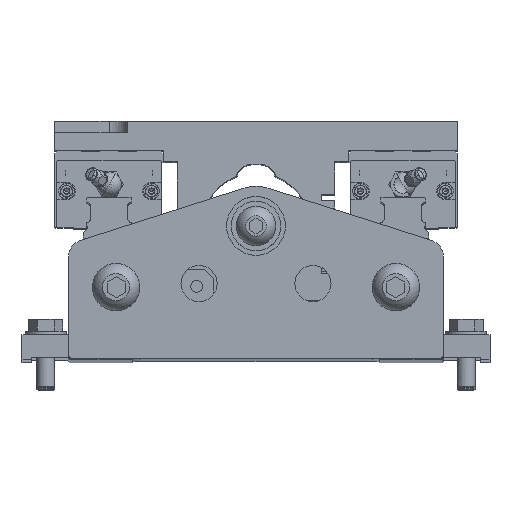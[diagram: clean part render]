
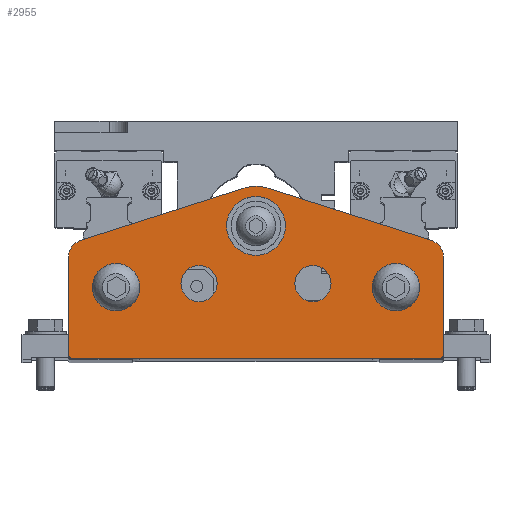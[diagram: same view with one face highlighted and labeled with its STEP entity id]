
A CAD part, top view. The second image highlights one B-rep face of the part: STEP entity #2955.
In plain terms, the highlighted planar face has unit normal (0, 0, 1).
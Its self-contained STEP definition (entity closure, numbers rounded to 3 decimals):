
#2955 = ADVANCED_FACE( '', ( #8086, #8087, #8088, #8089, #8090, #8091 ), #8092, .F. );
#8086 = FACE_BOUND( '', #15910, .T. );
#8087 = FACE_BOUND( '', #15911, .T. );
#8088 = FACE_BOUND( '', #15912, .T. );
#8089 = FACE_BOUND( '', #15913, .T. );
#8090 = FACE_OUTER_BOUND( '', #15914, .T. );
#8091 = FACE_BOUND( '', #15915, .T. );
#8092 = PLANE( '', #15916 );
#15910 = EDGE_LOOP( '', ( #24874 ) );
#15911 = EDGE_LOOP( '', ( #24875 ) );
#15912 = EDGE_LOOP( '', ( #24876 ) );
#15913 = EDGE_LOOP( '', ( #24877 ) );
#15914 = EDGE_LOOP( '', ( #24878, #24879, #24880, #24881, #24882, #24883, #24884, #24885, #24886, #24887 ) );
#15915 = EDGE_LOOP( '', ( #24888 ) );
#15916 = AXIS2_PLACEMENT_3D( '', #24889, #24890, #24891 );
#24874 = ORIENTED_EDGE( '', *, *, #45210, .F. );
#24875 = ORIENTED_EDGE( '', *, *, #45211, .T. );
#24876 = ORIENTED_EDGE( '', *, *, #45212, .F. );
#24877 = ORIENTED_EDGE( '', *, *, #45213, .T. );
#24878 = ORIENTED_EDGE( '', *, *, #45214, .F. );
#24879 = ORIENTED_EDGE( '', *, *, #45215, .T. );
#24880 = ORIENTED_EDGE( '', *, *, #45216, .F. );
#24881 = ORIENTED_EDGE( '', *, *, #45217, .T. );
#24882 = ORIENTED_EDGE( '', *, *, #45218, .F. );
#24883 = ORIENTED_EDGE( '', *, *, #45219, .F. );
#24884 = ORIENTED_EDGE( '', *, *, #45220, .F. );
#24885 = ORIENTED_EDGE( '', *, *, #45221, .F. );
#24886 = ORIENTED_EDGE( '', *, *, #45222, .F. );
#24887 = ORIENTED_EDGE( '', *, *, #45223, .F. );
#24888 = ORIENTED_EDGE( '', *, *, #45224, .F. );
#24889 = CARTESIAN_POINT( '', ( -75., 45., 453.25 ) );
#24890 = DIRECTION( '', ( 0., 0., -1. ) );
#24891 = DIRECTION( '', ( -0.304, 0.953, 0. ) );
#45210 = EDGE_CURVE( '', #54258, #54258, #54259, .F. );
#45211 = EDGE_CURVE( '', #54260, #54260, #54261, .T. );
#45212 = EDGE_CURVE( '', #54262, #54262, #54263, .T. );
#45213 = EDGE_CURVE( '', #54264, #54264, #54265, .T. );
#45214 = EDGE_CURVE( '', #54266, #54267, #54268, .T. );
#45215 = EDGE_CURVE( '', #54266, #54269, #54270, .F. );
#45216 = EDGE_CURVE( '', #54271, #54269, #54272, .T. );
#45217 = EDGE_CURVE( '', #54271, #54273, #54274, .F. );
#45218 = EDGE_CURVE( '', #54275, #54273, #54276, .T. );
#45219 = EDGE_CURVE( '', #54277, #54275, #54278, .T. );
#45220 = EDGE_CURVE( '', #54279, #54277, #54280, .T. );
#45221 = EDGE_CURVE( '', #54281, #54279, #54282, .T. );
#45222 = EDGE_CURVE( '', #54283, #54281, #54284, .T. );
#45223 = EDGE_CURVE( '', #54267, #54283, #54285, .T. );
#45224 = EDGE_CURVE( '', #54286, #54286, #54287, .F. );
#54258 = VERTEX_POINT( '', #67512 );
#54259 = CIRCLE( '', #67513, 10.5 );
#54260 = VERTEX_POINT( '', #67514 );
#54261 = CIRCLE( '', #67515, 13. );
#54262 = VERTEX_POINT( '', #67516 );
#54263 = CIRCLE( '', #67517, 8. );
#54264 = VERTEX_POINT( '', #67518 );
#54265 = CIRCLE( '', #67519, 8. );
#54266 = VERTEX_POINT( '', #67520 );
#54267 = VERTEX_POINT( '', #67521 );
#54268 = LINE( '', #67522, #67523 );
#54269 = VERTEX_POINT( '', #67524 );
#54270 = CIRCLE( '', #67525, 1.5 );
#54271 = VERTEX_POINT( '', #67526 );
#54272 = LINE( '', #67527, #67528 );
#54273 = VERTEX_POINT( '', #67529 );
#54274 = CIRCLE( '', #67530, 1.5 );
#54275 = VERTEX_POINT( '', #67531 );
#54276 = LINE( '', #67532, #67533 );
#54277 = VERTEX_POINT( '', #67534 );
#54278 = CIRCLE( '', #67535, 8. );
#54279 = VERTEX_POINT( '', #67536 );
#54280 = LINE( '', #67537, #67538 );
#54281 = VERTEX_POINT( '', #67539 );
#54282 = CIRCLE( '', #67540, 17.5 );
#54283 = VERTEX_POINT( '', #67541 );
#54284 = LINE( '', #67542, #67543 );
#54285 = CIRCLE( '', #67544, 8. );
#54286 = VERTEX_POINT( '', #67545 );
#54287 = CIRCLE( '', #67546, 10.5 );
#67512 = CARTESIAN_POINT( '', ( 51.4, 31.9, 453.25 ) );
#67513 = AXIS2_PLACEMENT_3D( '', #84970, #84971, #84972 );
#67514 = CARTESIAN_POINT( '', ( 13., 59., 453.25 ) );
#67515 = AXIS2_PLACEMENT_3D( '', #84973, #84974, #84975 );
#67516 = CARTESIAN_POINT( '', ( -33.2, 33.5, 453.25 ) );
#67517 = AXIS2_PLACEMENT_3D( '', #84976, #84977, #84978 );
#67518 = CARTESIAN_POINT( '', ( 33.2, 33.5, 453.25 ) );
#67519 = AXIS2_PLACEMENT_3D( '', #84979, #84980, #84981 );
#67520 = CARTESIAN_POINT( '', ( -83., 2., 453.25 ) );
#67521 = CARTESIAN_POINT( '', ( -83., 45., 453.25 ) );
#67522 = CARTESIAN_POINT( '', ( -83., 0.5, 453.25 ) );
#67523 = VECTOR( '', #84982, 1000. );
#67524 = CARTESIAN_POINT( '', ( -81.5, 0.5, 453.25 ) );
#67525 = AXIS2_PLACEMENT_3D( '', #84983, #84984, #84985 );
#67526 = CARTESIAN_POINT( '', ( 81.5, 0.5, 453.25 ) );
#67527 = CARTESIAN_POINT( '', ( 83., 0.5, 453.25 ) );
#67528 = VECTOR( '', #84986, 1000. );
#67529 = CARTESIAN_POINT( '', ( 83., 2., 453.25 ) );
#67530 = AXIS2_PLACEMENT_3D( '', #84987, #84988, #84989 );
#67531 = CARTESIAN_POINT( '', ( 83., 45., 453.25 ) );
#67532 = CARTESIAN_POINT( '', ( 83., 45., 453.25 ) );
#67533 = VECTOR( '', #84990, 1000. );
#67534 = CARTESIAN_POINT( '', ( 77.436, 52.62, 453.25 ) );
#67535 = AXIS2_PLACEMENT_3D( '', #84991, #84992, #84993 );
#67536 = CARTESIAN_POINT( '', ( 5.328, 75.669, 453.25 ) );
#67537 = CARTESIAN_POINT( '', ( 5.328, 75.669, 453.25 ) );
#67538 = VECTOR( '', #84994, 1000. );
#67539 = CARTESIAN_POINT( '', ( -5.328, 75.669, 453.25 ) );
#67540 = AXIS2_PLACEMENT_3D( '', #84995, #84996, #84997 );
#67541 = CARTESIAN_POINT( '', ( -77.436, 52.62, 453.25 ) );
#67542 = CARTESIAN_POINT( '', ( -77.436, 52.62, 453.25 ) );
#67543 = VECTOR( '', #84998, 1000. );
#67544 = AXIS2_PLACEMENT_3D( '', #84999, #85000, #85001 );
#67545 = CARTESIAN_POINT( '', ( -72.4, 31.9, 453.25 ) );
#67546 = AXIS2_PLACEMENT_3D( '', #85002, #85003, #85004 );
#84970 = CARTESIAN_POINT( '', ( 61.9, 31.9, 453.25 ) );
#84971 = DIRECTION( '', ( 0., 0., -1. ) );
#84972 = DIRECTION( '', ( -1., 0., 0. ) );
#84973 = CARTESIAN_POINT( '', ( 0., 59., 453.25 ) );
#84974 = DIRECTION( '', ( 0., 0., -1. ) );
#84975 = DIRECTION( '', ( 1., 0., 0. ) );
#84976 = CARTESIAN_POINT( '', ( -25.2, 33.5, 453.25 ) );
#84977 = DIRECTION( '', ( 0., 0., 1. ) );
#84978 = DIRECTION( '', ( -1., 0., 0. ) );
#84979 = CARTESIAN_POINT( '', ( 25.2, 33.5, 453.25 ) );
#84980 = DIRECTION( '', ( 0., 0., -1. ) );
#84981 = DIRECTION( '', ( 1., 0., 0. ) );
#84982 = DIRECTION( '', ( 0., 1., 0. ) );
#84983 = CARTESIAN_POINT( '', ( -81.5, 2., 453.25 ) );
#84984 = DIRECTION( '', ( 0., 0., -1. ) );
#84985 = DIRECTION( '', ( -1., 0., 0. ) );
#84986 = DIRECTION( '', ( -1., 0., 0. ) );
#84987 = CARTESIAN_POINT( '', ( 81.5, 2., 453.25 ) );
#84988 = DIRECTION( '', ( 0., 0., -1. ) );
#84989 = DIRECTION( '', ( -1., 0., 0. ) );
#84990 = DIRECTION( '', ( 0., -1., 0. ) );
#84991 = CARTESIAN_POINT( '', ( 75., 45., 453.25 ) );
#84992 = DIRECTION( '', ( 0., 0., -1. ) );
#84993 = DIRECTION( '', ( 1., 0., 0. ) );
#84994 = DIRECTION( '', ( 0.953, -0.304, 0. ) );
#84995 = CARTESIAN_POINT( '', ( 0., 59., 453.25 ) );
#84996 = DIRECTION( '', ( 0., 0., -1. ) );
#84997 = DIRECTION( '', ( 1., 0., 0. ) );
#84998 = DIRECTION( '', ( 0.953, 0.304, 0. ) );
#84999 = CARTESIAN_POINT( '', ( -75., 45., 453.25 ) );
#85000 = DIRECTION( '', ( 0., 0., -1. ) );
#85001 = DIRECTION( '', ( -1., 0., 0. ) );
#85002 = CARTESIAN_POINT( '', ( -61.9, 31.9, 453.25 ) );
#85003 = DIRECTION( '', ( 0., 0., -1. ) );
#85004 = DIRECTION( '', ( -1., 0., 0. ) );
